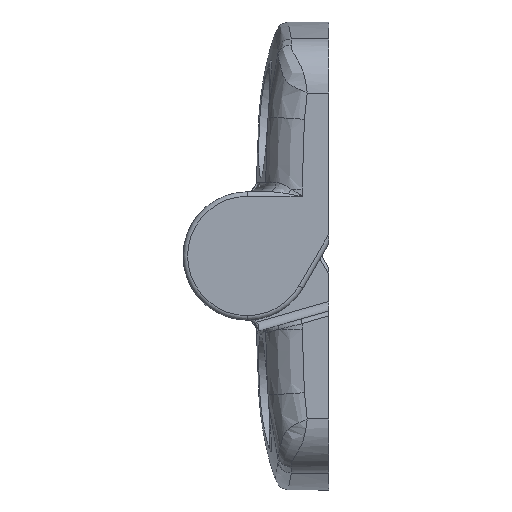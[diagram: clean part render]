
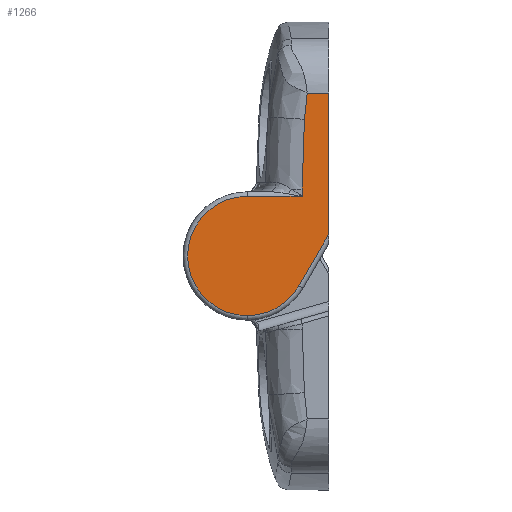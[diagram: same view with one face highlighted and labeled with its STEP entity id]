
A CAD part, left-side view. The second image highlights one B-rep face of the part: STEP entity #1266.
In plain terms, the highlighted face is planar.
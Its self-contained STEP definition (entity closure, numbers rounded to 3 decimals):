
#230 = VERTEX_POINT ( 'NONE', #2436 ) ;
#271 = DIRECTION ( 'NONE',  ( 0., 0., 1. ) ) ;
#273 = DIRECTION ( 'NONE',  ( 1., 0., 0. ) ) ;
#277 = CARTESIAN_POINT ( 'NONE',  ( 24., 8.9, 0. ) ) ;
#317 = DIRECTION ( 'NONE',  ( 0., 1., 0. ) ) ;
#329 = DIRECTION ( 'NONE',  ( 0., 0., 1. ) ) ;
#331 = CARTESIAN_POINT ( 'NONE',  ( 24., 7.9, -6.5 ) ) ;
#332 = CARTESIAN_POINT ( 'NONE',  ( 24., 2.917, 10. ) ) ;
#338 = CARTESIAN_POINT ( 'NONE',  ( 24., 2.917, -7.3 ) ) ;
#339 = CARTESIAN_POINT ( 'NONE',  ( 24., 2.917, -9.835 ) ) ;
#350 = CARTESIAN_POINT ( 'NONE',  ( 24., 2.677, -14.899 ) ) ;
#355 = CARTESIAN_POINT ( 'NONE',  ( 24., 2.677, -14.899 ) ) ;
#360 = CARTESIAN_POINT ( 'NONE',  ( 24., 2.616, -15.86 ) ) ;
#362 = CARTESIAN_POINT ( 'NONE',  ( 24., 2.837, -12.368 ) ) ;
#367 = DIRECTION ( 'NONE',  ( 0., -1., 0. ) ) ;
#372 = CARTESIAN_POINT ( 'NONE',  ( 24., 2.371, -17.761 ) ) ;
#375 = CARTESIAN_POINT ( 'NONE',  ( 24., 2.514, -16.814 ) ) ;
#380 = CARTESIAN_POINT ( 'NONE',  ( 24., 15.9, -17.761 ) ) ;
#390 = VERTEX_POINT ( 'NONE', #1678 ) ;
#413 = CARTESIAN_POINT ( 'NONE',  ( 24., 0., 1.134 ) ) ;
#433 = DIRECTION ( 'NONE',  ( 0., 0., -1. ) ) ;
#496 = AXIS2_PLACEMENT_3D ( 'NONE', #1270, #1268, #1267 ) ;
#696 = CIRCLE ( 'NONE', #1402, 6.5 ) ;
#730 = CARTESIAN_POINT ( 'NONE',  ( 24., 2.917, -6.5 ) ) ;
#838 = VERTEX_POINT ( 'NONE', #1090 ) ;
#843 = DIRECTION ( 'NONE',  ( -1., 0., 0. ) ) ;
#882 = VECTOR ( 'NONE', #367, 1000. ) ;
#905 = PLANE ( 'NONE',  #2129 ) ;
#910 = CARTESIAN_POINT ( 'NONE',  ( 24., 8.9, -6.5 ) ) ;
#926 = EDGE_LOOP ( 'NONE', ( #2296, #1863, #3229, #1873, #1191, #2924, #2005, #1517, #1604 ) ) ;
#964 = CARTESIAN_POINT ( 'NONE',  ( 24., 7.9, 10. ) ) ;
#985 = LINE ( 'NONE', #413, #2515 ) ;
#1002 = DIRECTION ( 'NONE',  ( 0., 0., 1. ) ) ;
#1090 = CARTESIAN_POINT ( 'NONE',  ( 24., 2.677, -14.899 ) ) ;
#1191 = ORIENTED_EDGE ( 'NONE', *, *, #3215, .T. ) ;
#1266 = ADVANCED_FACE ( 'NONE', ( #2016 ), #905, .F. ) ;
#1267 = DIRECTION ( 'NONE',  ( 0., 0., 1. ) ) ;
#1268 = DIRECTION ( 'NONE',  ( 1., 0., 0. ) ) ;
#1270 = CARTESIAN_POINT ( 'NONE',  ( 24., 8.9, 0. ) ) ;
#1318 = VERTEX_POINT ( 'NONE', #910 ) ;
#1402 = AXIS2_PLACEMENT_3D ( 'NONE', #277, #273, #271 ) ;
#1517 = ORIENTED_EDGE ( 'NONE', *, *, #2927, .T. ) ;
#1523 = VECTOR ( 'NONE', #317, 1000. ) ;
#1604 = ORIENTED_EDGE ( 'NONE', *, *, #2115, .T. ) ;
#1648 = B_SPLINE_CURVE_WITH_KNOTS ( 'NONE', 3,
 ( #350, #362, #339, #338 ),
 .UNSPECIFIED., .F., .F.,
 ( 4, 4 ),
 ( 0., 0.008 ),
 .UNSPECIFIED. ) ;
#1678 = CARTESIAN_POINT ( 'NONE',  ( 24., 0., -2.415 ) ) ;
#1863 = ORIENTED_EDGE ( 'NONE', *, *, #3197, .F. ) ;
#1873 = ORIENTED_EDGE ( 'NONE', *, *, #3208, .T. ) ;
#1926 = DIRECTION ( 'NONE',  ( 0., -0.5, -0.866 ) ) ;
#1931 = CARTESIAN_POINT ( 'NONE',  ( 24., 7.351, 10.317 ) ) ;
#1957 = CARTESIAN_POINT ( 'NONE',  ( 24., 0., -17.761 ) ) ;
#1997 = VERTEX_POINT ( 'NONE', #2420 ) ;
#2005 = ORIENTED_EDGE ( 'NONE', *, *, #3242, .T. ) ;
#2016 = FACE_OUTER_BOUND ( 'NONE', #926, .T. ) ;
#2037 = CARTESIAN_POINT ( 'NONE',  ( 24., 8.9, 6.5 ) ) ;
#2089 = VERTEX_POINT ( 'NONE', #2037 ) ;
#2093 = VERTEX_POINT ( 'NONE', #1957 ) ;
#2115 = EDGE_CURVE ( 'NONE', #230, #390, #3028, .T. ) ;
#2129 = AXIS2_PLACEMENT_3D ( 'NONE', #964, #843, #1002 ) ;
#2296 = ORIENTED_EDGE ( 'NONE', *, *, #3184, .T. ) ;
#2339 = LINE ( 'NONE', #332, #2893 ) ;
#2420 = CARTESIAN_POINT ( 'NONE',  ( 24., 2.917, -7.3 ) ) ;
#2432 = LINE ( 'NONE', #380, #882 ) ;
#2436 = CARTESIAN_POINT ( 'NONE',  ( 24., 3.271, 3.25 ) ) ;
#2515 = VECTOR ( 'NONE', #433, 1000. ) ;
#2643 = VERTEX_POINT ( 'NONE', #3027 ) ;
#2659 = VECTOR ( 'NONE', #1926, 1000. ) ;
#2893 = VECTOR ( 'NONE', #329, 1000. ) ;
#2924 = ORIENTED_EDGE ( 'NONE', *, *, #3219, .T. ) ;
#2927 = EDGE_CURVE ( 'NONE', #2089, #230, #3206, .T. ) ;
#2956 = LINE ( 'NONE', #331, #1523 ) ;
#3027 = CARTESIAN_POINT ( 'NONE',  ( 24., 2.371, -17.761 ) ) ;
#3028 = LINE ( 'NONE', #1931, #2659 ) ;
#3077 = VERTEX_POINT ( 'NONE', #730 ) ;
#3124 = B_SPLINE_CURVE_WITH_KNOTS ( 'NONE', 3,
 ( #372, #375, #360, #355 ),
 .UNSPECIFIED., .F., .F.,
 ( 4, 4 ),
 ( 0.005, 0.008 ),
 .UNSPECIFIED. ) ;
#3184 = EDGE_CURVE ( 'NONE', #390, #2093, #985, .T. ) ;
#3197 = EDGE_CURVE ( 'NONE', #2643, #2093, #2432, .T. ) ;
#3200 = EDGE_CURVE ( 'NONE', #2643, #838, #3124, .T. ) ;
#3206 = CIRCLE ( 'NONE', #496, 6.5 ) ;
#3208 = EDGE_CURVE ( 'NONE', #838, #1997, #1648, .T. ) ;
#3215 = EDGE_CURVE ( 'NONE', #1997, #3077, #2339, .T. ) ;
#3219 = EDGE_CURVE ( 'NONE', #3077, #1318, #2956, .T. ) ;
#3229 = ORIENTED_EDGE ( 'NONE', *, *, #3200, .T. ) ;
#3242 = EDGE_CURVE ( 'NONE', #1318, #2089, #696, .T. ) ;
